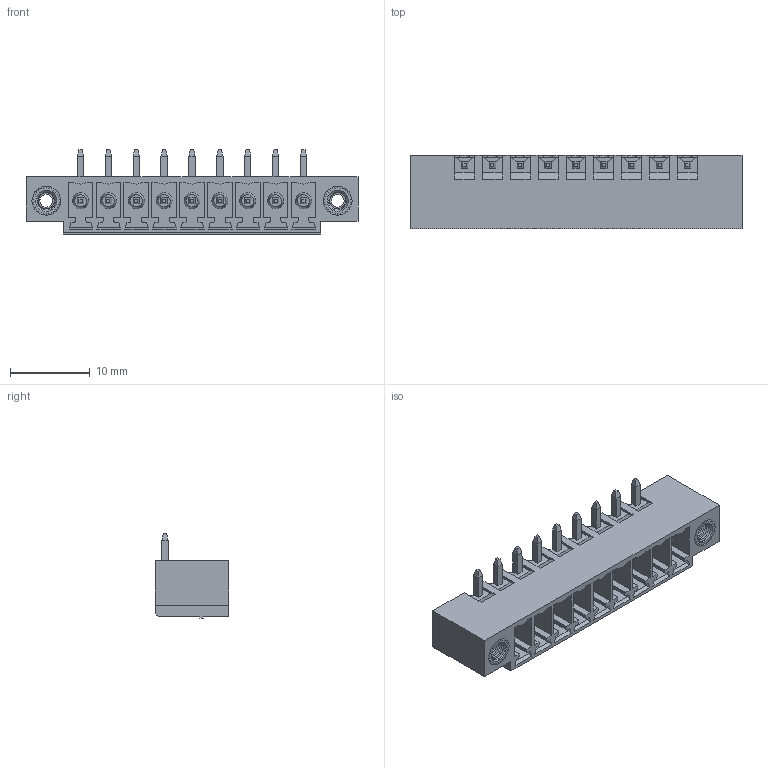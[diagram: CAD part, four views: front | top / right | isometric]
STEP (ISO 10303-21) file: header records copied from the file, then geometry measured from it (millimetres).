
FILE_DESCRIPTION( ('This file contains a STEP AP42 implementation' ,'as created by ZW3D STEP Interface translator.') ,'2;1' );
FILE_NAME( 'WJ15EDGRM-3.5-09P-00A.stp' ,'24 822. 84331', (''), ('ZWCAD Software Co.'), 'Version 1.0', 'ZW3D to STEP translator', '' );
FILE_SCHEMA(('AUTOMOTIVE_DESIGN'));
Length unit declared in the file: millimetre
Products named in the file (1): 0
Bounding box: 41.7 x 9.2 x 10.6 mm (x, y, z)
Volume: 1453.1 mm3; surface area: 3447.6 mm2
Topology: 1 solids, 1 shells, 1067 faces, 2956 edges, 1937 vertices
Faces by surface type: bspline 1067
Entity records: 41834 total; most frequent: CARTESIAN_POINT 22959, ORIENTED_EDGE 5912, EDGE_CURVE 2956, B_SPLINE_CURVE_WITH_KNOTS 2421, VERTEX_POINT 1937, EDGE_LOOP 1357, FACE_OUTER_BOUND 1067, ADVANCED_FACE 1067
